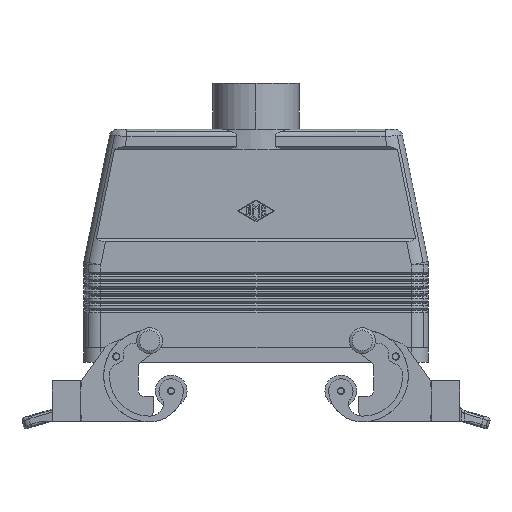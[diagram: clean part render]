
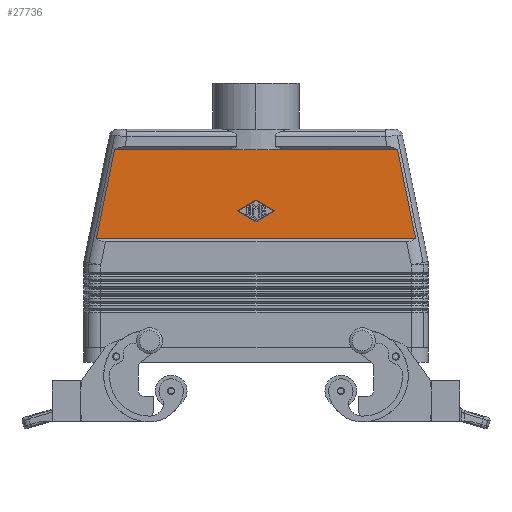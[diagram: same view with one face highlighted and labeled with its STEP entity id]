
A CAD part, front view. The second image highlights one B-rep face of the part: STEP entity #27736.
In plain terms, the highlighted planar face has unit normal (0, -1, 0).
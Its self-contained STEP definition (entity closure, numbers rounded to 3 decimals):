
#1755=CARTESIAN_POINT('',(49.191,-20.5,74.0));
#1756=VERTEX_POINT('',#1755);
#1764=CARTESIAN_POINT('',(55.525,-20.5,43.));
#1765=VERTEX_POINT('',#1764);
#1766=CARTESIAN_POINT('',(49.191,-20.5,74.0));
#1767=DIRECTION('',(0.2,0.0,-0.98));
#1768=VECTOR('',#1767,31.64);
#1769=LINE('',#1766,#1768);
#1770=EDGE_CURVE('',#1756,#1765,#1769,.T.);
#1991=CARTESIAN_POINT('',(-55.525,-20.5,43.));
#1992=VERTEX_POINT('',#1991);
#2000=CARTESIAN_POINT('',(-49.191,-20.5,74.0));
#2001=VERTEX_POINT('',#2000);
#2002=CARTESIAN_POINT('',(-55.525,-20.5,43.));
#2003=DIRECTION('',(0.2,0.0,0.98));
#2004=VECTOR('',#2003,31.64);
#2005=LINE('',#2002,#2004);
#2006=EDGE_CURVE('',#1992,#2001,#2005,.T.);
#10620=CARTESIAN_POINT('',(-9.274,-20.5,74.0));
#10621=VERTEX_POINT('',#10620);
#10631=CARTESIAN_POINT('',(9.274,-20.5,74.0));
#10632=VERTEX_POINT('',#10631);
#10813=CARTESIAN_POINT('',(-9.274,-20.5,74.0));
#10814=DIRECTION('',(1.0,0.0,0.0));
#10815=VECTOR('',#10814,18.547);
#10816=LINE('',#10813,#10815);
#10817=EDGE_CURVE('',#10621,#10632,#10816,.T.);
#10982=CARTESIAN_POINT('',(9.274,-20.5,74.0));
#10983=DIRECTION('',(1.0,0.0,0.0));
#10984=VECTOR('',#10983,39.918);
#10985=LINE('',#10982,#10984);
#10986=EDGE_CURVE('',#10632,#1756,#10985,.T.);
#11011=CARTESIAN_POINT('',(-49.191,-20.5,74.0));
#11012=DIRECTION('',(1.0,0.0,0.0));
#11013=VECTOR('',#11012,39.918);
#11014=LINE('',#11011,#11013);
#11015=EDGE_CURVE('',#2001,#10621,#11014,.T.);
#26884=CARTESIAN_POINT('',(0.,-20.5,56.399));
#26885=VERTEX_POINT('',#26884);
#26886=CARTESIAN_POINT('',(6.5,-20.5,52.65));
#26887=VERTEX_POINT('',#26886);
#26888=CARTESIAN_POINT('',(0.,-20.5,56.399));
#26889=DIRECTION('',(0.866,0.0,-0.5));
#26890=VECTOR('',#26889,7.504);
#26891=LINE('',#26888,#26890);
#26892=EDGE_CURVE('',#26885,#26887,#26891,.T.);
#26924=CARTESIAN_POINT('',(0.,-20.5,48.901));
#26925=VERTEX_POINT('',#26924);
#26926=CARTESIAN_POINT('',(6.5,-20.5,52.65));
#26927=DIRECTION('',(-0.866,0.0,-0.5));
#26928=VECTOR('',#26927,7.504);
#26929=LINE('',#26926,#26928);
#26930=EDGE_CURVE('',#26887,#26925,#26929,.T.);
#27008=CARTESIAN_POINT('',(-6.5,-20.5,52.65));
#27009=VERTEX_POINT('',#27008);
#27010=CARTESIAN_POINT('',(0.,-20.5,48.901));
#27011=DIRECTION('',(-0.866,0.0,0.5));
#27012=VECTOR('',#27011,7.504);
#27013=LINE('',#27010,#27012);
#27014=EDGE_CURVE('',#26925,#27009,#27013,.T.);
#27039=CARTESIAN_POINT('',(-6.5,-20.5,52.65));
#27040=DIRECTION('',(0.866,0.0,0.5));
#27041=VECTOR('',#27040,7.504);
#27042=LINE('',#27039,#27041);
#27043=EDGE_CURVE('',#27009,#26885,#27042,.T.);
#27712=CARTESIAN_POINT('',(0.0,-20.5,74.0));
#27713=DIRECTION('',(0.0,1.0,0.0));
#27714=DIRECTION('',(0.0,0.0,1.0));
#27715=AXIS2_PLACEMENT_3D('',#27712,#27713,#27714);
#27716=PLANE('',#27715);
#27717=ORIENTED_EDGE('',*,*,#1770,.F.);
#27718=ORIENTED_EDGE('',*,*,#10986,.F.);
#27719=ORIENTED_EDGE('',*,*,#10817,.F.);
#27720=ORIENTED_EDGE('',*,*,#11015,.F.);
#27721=ORIENTED_EDGE('',*,*,#2006,.F.);
#27722=CARTESIAN_POINT('',(-55.525,-20.5,43.));
#27723=DIRECTION('',(1.0,0.0,0.0));
#27724=VECTOR('',#27723,111.049);
#27725=LINE('',#27722,#27724);
#27726=EDGE_CURVE('',#1992,#1765,#27725,.T.);
#27727=ORIENTED_EDGE('',*,*,#27726,.T.);
#27728=EDGE_LOOP('',(#27717,#27718,#27719,#27720,#27721,#27727));
#27729=FACE_OUTER_BOUND('',#27728,.T.);
#27730=ORIENTED_EDGE('',*,*,#27014,.T.);
#27731=ORIENTED_EDGE('',*,*,#27043,.T.);
#27732=ORIENTED_EDGE('',*,*,#26892,.T.);
#27733=ORIENTED_EDGE('',*,*,#26930,.T.);
#27734=EDGE_LOOP('',(#27730,#27731,#27732,#27733));
#27735=FACE_BOUND('',#27734,.T.);
#27736=ADVANCED_FACE('',(#27729,#27735),#27716,.F.);
